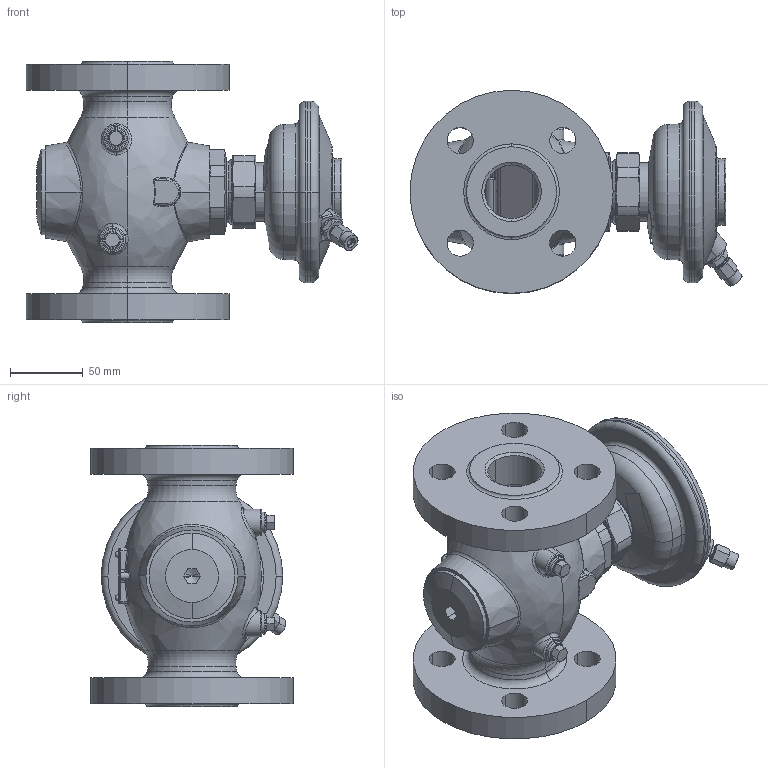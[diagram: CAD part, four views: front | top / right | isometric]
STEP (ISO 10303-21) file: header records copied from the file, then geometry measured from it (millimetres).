
FILE_DESCRIPTION((''),'2;1');
FILE_NAME('003H6360_ASM','2015-02-24T',('u317927'),('Danfoss'),'PRO/ENGINEER BY PARAMETRIC TECHNOLOGY CORPORATION, 2014000','PRO/ENGINEER BY PARAMETRIC TECHNOLOGY CORPORATION, 2014000','');
FILE_SCHEMA(('CONFIG_CONTROL_DESIGN'));
Length unit declared in the file: millimetre
Products named in the file (22): 8883809; 88810790_ZAVIHAN; 8883807_INST; TRATA-MUTTER; 8883883_ASM; 8883758_ASM; 8882035; 8882042; 49763; 5184018; SHILD-VGF; 5589607; 8883842; 8883844_ASM; 065B0783-R_ASM; TYPENSCHILD-ANTRIEB; 88810710; SERTO2; SERTO3; SERTO-1_ASM; 5454032; 003H6360_ASM
Assembly tree (24 placements, depth 4):
  003H6360_ASM
    8883758_ASM
      8883809
      88810790_ZAVIHAN
      8883807_INST
      TRATA-MUTTER
      8883883_ASM
    065B0783-R_ASM
      8882035
      8882042
      49763  x2
      5184018  x2
      SHILD-VGF
      5589607  x2
      8883844_ASM
        8883842
    TYPENSCHILD-ANTRIEB
    SERTO-1_ASM
      88810710
      SERTO2
      SERTO3
    5454032
Bounding box: 228.84 x 140 x 180 mm (x, y, z)
Volume: 1141345.5 mm3; surface area: 296837.4 mm2
Topology: 19 solids, 31 shells, 1163 faces, 2700 edges, 1639 vertices
Faces by surface type: plane 394, cylinder 307, cone 213, torus 154, bspline 83, sphere 12
Entity records: 37627 total; most frequent: CARTESIAN_POINT 12063, DIRECTION 5447, ORIENTED_EDGE 5148, EDGE_CURVE 2598, AXIS2_PLACEMENT_3D 2298, VERTEX_POINT 1584, EDGE_LOOP 1230, CIRCLE 1191
